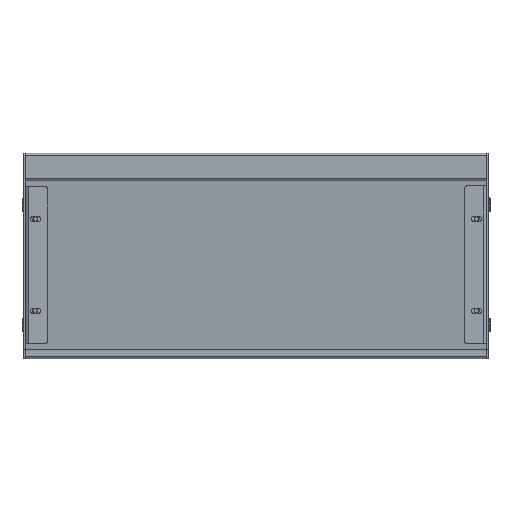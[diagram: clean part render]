
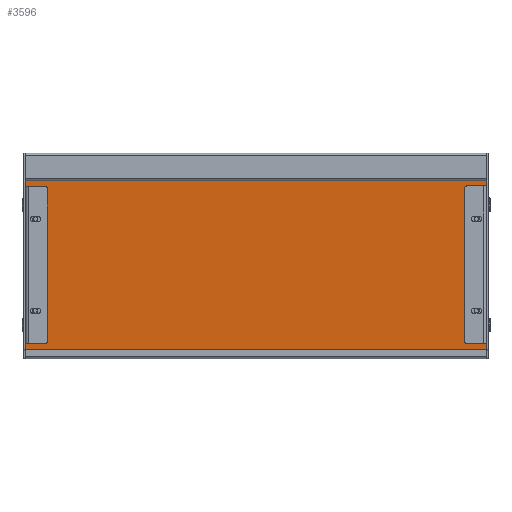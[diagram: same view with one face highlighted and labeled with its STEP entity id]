
A CAD part, front view. The second image highlights one B-rep face of the part: STEP entity #3596.
In plain terms, the highlighted planar face has unit normal (0, -0.996, -0.085).
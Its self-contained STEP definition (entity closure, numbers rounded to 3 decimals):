
#412 = VECTOR ( 'NONE', #11359, 1000. ) ;
#835 = AXIS2_PLACEMENT_3D ( 'NONE', #1075, #6491, #5375 ) ;
#845 = DIRECTION ( 'NONE',  ( 1., 0., 0. ) ) ;
#981 = CARTESIAN_POINT ( 'NONE',  ( 251.5, 36.828, -220.465 ) ) ;
#1075 = CARTESIAN_POINT ( 'NONE',  ( 0., 17.825, 1.654 ) ) ;
#1216 = VERTEX_POINT ( 'NONE', #11913 ) ;
#1528 = CARTESIAN_POINT ( 'NONE',  ( -251.5, 36.828, -220.465 ) ) ;
#1784 = CARTESIAN_POINT ( 'NONE',  ( 251.5, 37.105, -223.701 ) ) ;
#1844 = LINE ( 'NONE', #1784, #412 ) ;
#2284 = PLANE ( 'NONE',  #835 ) ;
#3092 = CARTESIAN_POINT ( 'NONE',  ( -251.5, 18.22, -2.964 ) ) ;
#3596 = ADVANCED_FACE ( 'NONE', ( #10703 ), #2284, .T. ) ;
#3901 = DIRECTION ( 'NONE',  ( 0., -0.085, 0.996 ) ) ;
#4214 = EDGE_CURVE ( 'NONE', #1216, #6335, #1844, .T. ) ;
#4884 = LINE ( 'NONE', #8106, #6180 ) ;
#5375 = DIRECTION ( 'NONE',  ( 0., 0.085, -0.996 ) ) ;
#5908 = EDGE_LOOP ( 'NONE', ( #11069, #12646, #10289, #10156 ) ) ;
#6180 = VECTOR ( 'NONE', #845, 1000. ) ;
#6257 = VERTEX_POINT ( 'NONE', #1528 ) ;
#6335 = VERTEX_POINT ( 'NONE', #10553 ) ;
#6491 = DIRECTION ( 'NONE',  ( 0., -0.996, -0.085 ) ) ;
#7604 = DIRECTION ( 'NONE',  ( -1., 0., 0. ) ) ;
#8106 = CARTESIAN_POINT ( 'NONE',  ( -251.5, 18.22, -2.964 ) ) ;
#8253 = LINE ( 'NONE', #9378, #12469 ) ;
#8500 = LINE ( 'NONE', #981, #11123 ) ;
#9378 = CARTESIAN_POINT ( 'NONE',  ( -251.5, 18.095, -1.5 ) ) ;
#9565 = EDGE_CURVE ( 'NONE', #9727, #1216, #4884, .T. ) ;
#9727 = VERTEX_POINT ( 'NONE', #3092 ) ;
#9859 = EDGE_CURVE ( 'NONE', #6335, #6257, #8500, .T. ) ;
#10156 = ORIENTED_EDGE ( 'NONE', *, *, #9565, .F. ) ;
#10289 = ORIENTED_EDGE ( 'NONE', *, *, #4214, .F. ) ;
#10553 = CARTESIAN_POINT ( 'NONE',  ( 251.5, 36.828, -220.465 ) ) ;
#10703 = FACE_OUTER_BOUND ( 'NONE', #5908, .T. ) ;
#11069 = ORIENTED_EDGE ( 'NONE', *, *, #11105, .F. ) ;
#11105 = EDGE_CURVE ( 'NONE', #6257, #9727, #8253, .T. ) ;
#11123 = VECTOR ( 'NONE', #7604, 1000. ) ;
#11359 = DIRECTION ( 'NONE',  ( 0., 0.085, -0.996 ) ) ;
#11913 = CARTESIAN_POINT ( 'NONE',  ( 251.5, 18.22, -2.964 ) ) ;
#12469 = VECTOR ( 'NONE', #3901, 1000. ) ;
#12646 = ORIENTED_EDGE ( 'NONE', *, *, #9859, .F. ) ;
